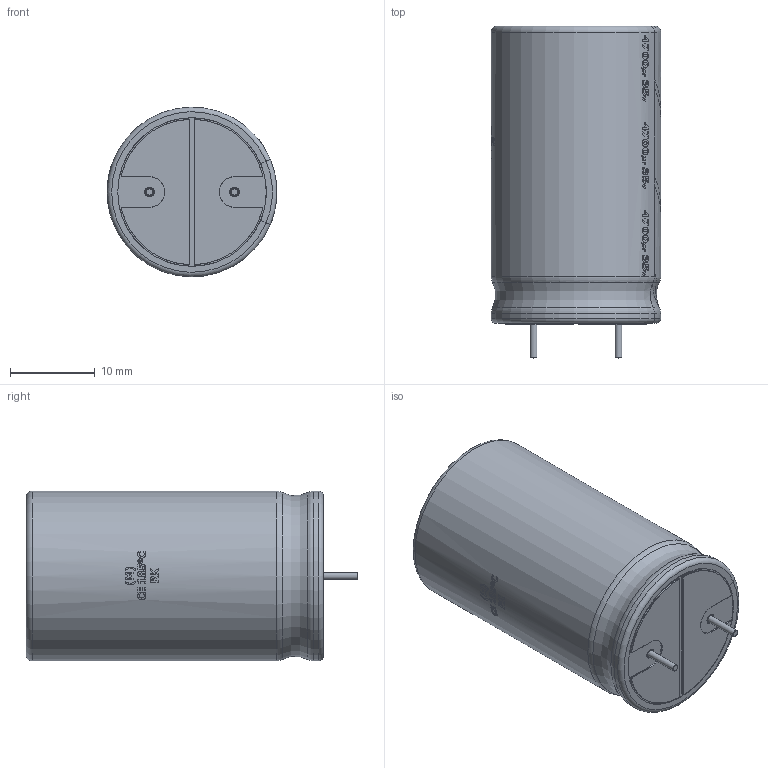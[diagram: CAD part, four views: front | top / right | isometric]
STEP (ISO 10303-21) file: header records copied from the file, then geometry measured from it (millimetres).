
FILE_DESCRIPTION(/* description */ (''),/* implementation_level */ '2;1');
FILE_NAME(/* name */ '4700uF 35V Electr 20 x35 -P.diameter 10mm-Black-White.stp',/* time_stamp */ '2023-02-17T03:16:26+01:00',/* author */ ('JOSE LUIS'),/* organization */ (''),/* preprocessor_version */ 'ST-DEVELOPER v18',/* originating_system */ 'Autodesk Inventor 2020',/* authorisation */ '');
FILE_SCHEMA (('AUTOMOTIVE_DESIGN { 1 0 10303 214 3 1 1 }'));
Length unit declared in the file: millimetre
Products named in the file (1): 4700uF 35V Electr 20 x35 -P.diameter 10mm-Black-Yellow
Bounding box: 20 x 39.1 x 19.99 mm (x, y, z)
Volume: 10908.9 mm3; surface area: 2847.1 mm2
Topology: 1 solids, 1 shells, 189 faces, 895 edges, 769 vertices
Faces by surface type: cylinder 111, torus 42, plane 32, cone 4
Full cylindrical faces by diameter (mm): 0.8 x2, 0.87 x2, 1.11 x2, 17.5 x2
Entity records: 11858 total; most frequent: CARTESIAN_POINT 4431, ORIENTED_EDGE 1790, DIRECTION 1202, EDGE_CURVE 895, VERTEX_POINT 769, AXIS2_PLACEMENT_3D 481, B_SPLINE_CURVE_WITH_KNOTS 364, CIRCLE 269
